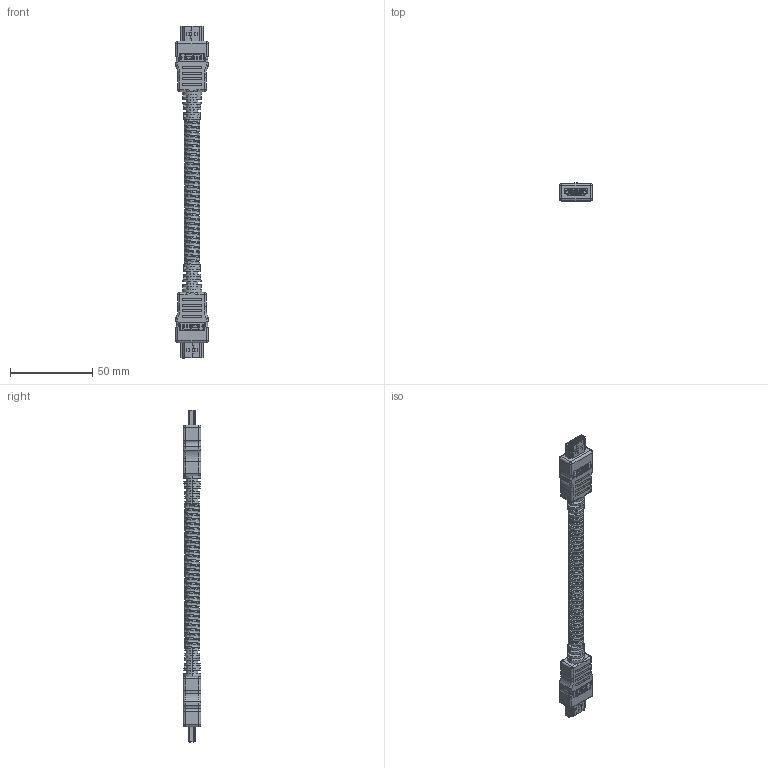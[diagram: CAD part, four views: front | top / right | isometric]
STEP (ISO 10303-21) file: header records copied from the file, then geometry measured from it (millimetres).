
FILE_DESCRIPTION (( 'STEP AP203' ), '1' );
FILE_NAME ('HDMICAMT.STEP', '2011-03-25T16:01:24', ( 'x' ), ( 'Microsoft' ), 'SwSTEP 2.0', 'SolidWorks 2010', '' );
FILE_SCHEMA (( 'CONFIG_CONTROL_DESIGN' ));
Length unit declared in the file: inch
Products named in the file (9): MTN-518_with Global Connectivity logo; HDMICAMT; 3AC13-001_HDMICAMT; 3AB14-022-MA2; MTN-518_??; 1AH05-007(HDMI TYPE A MALE)_??; HDMI TYPE A MALE SHELL_??; HDMI TYPE A MALE HOUSING_??; HDMI TYPE A MALE  BACK SHELL_??
Assembly tree (9 placements, depth 4):
  HDMICAMT
    3AB14-022-MA2
    3AC13-001_HDMICAMT
    MTN-518_??  x2
      1AH05-007(HDMI TYPE A MALE)_??
        HDMI TYPE A MALE HOUSING_??
        HDMI TYPE A MALE  BACK SHELL_??
        HDMI TYPE A MALE SHELL_??
      MTN-518_with Global Connectivity logo
Bounding box: 19.9 x 10.88 x 201.4 mm (x, y, z)
Volume: 22462.7 mm3; surface area: 24132.2 mm2
Topology: 48 solids, 48 shells, 5036 faces, 13168 edges, 8632 vertices
Faces by surface type: plane 4078, cylinder 697, bspline 185, torus 48, sphere 24, cone 4
Entity records: 93050 total; most frequent: CARTESIAN_POINT 29723, ORIENTED_EDGE 13324, DIRECTION 11847, EDGE_CURVE 6662, LINE 5603, VECTOR 5603, VERTEX_POINT 4388, AXIS2_PLACEMENT_3D 3122
